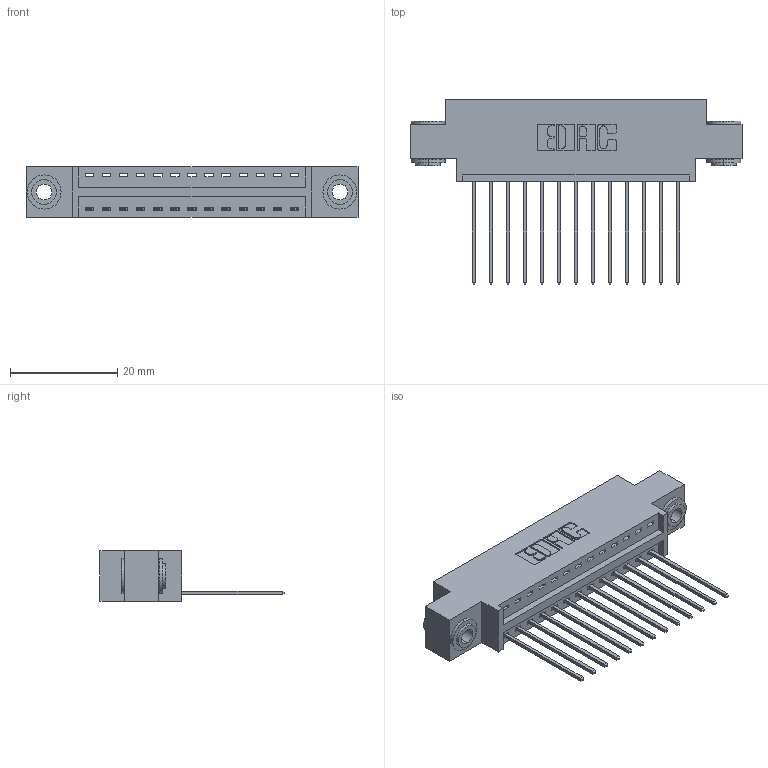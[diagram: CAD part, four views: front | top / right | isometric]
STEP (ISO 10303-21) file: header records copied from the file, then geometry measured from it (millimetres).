
FILE_DESCRIPTION (( 'STEP AP203' ), '1' );
FILE_NAME ('346-013-541-603.STEP', '2018-08-20T00:00:33', ( '' ), ( '' ), 'SwSTEP 2.0', 'SolidWorks 2016', '' );
FILE_SCHEMA (( 'CONFIG_CONTROL_DESIGN' ));
Length unit declared in the file: inch
Products named in the file (4): 345-292-001_345-293-141; 345-250-002_345-250-002-102; 346-013-541-603; 346 Part_0.170 Offset - 0.156 Dia-TH
Assembly tree (16 placements, depth 2):
  346-013-541-603
    346 Part_0.170 Offset - 0.156 Dia-TH
    345-292-001_345-293-141  x13
    345-250-002_345-250-002-102  x2
Bounding box: 61.85 x 34.29 x 9.4 mm (x, y, z)
Volume: 5628.2 mm3; surface area: 7357.4 mm2
Topology: 16 solids, 16 shells, 918 faces, 2705 edges, 1782 vertices
Faces by surface type: plane 610, cylinder 300, cone 8
Entity records: 12772 total; most frequent: CARTESIAN_POINT 2178, ORIENTED_EDGE 2118, DIRECTION 1987, EDGE_CURVE 1059, LINE 851, VECTOR 851, VERTEX_POINT 702, AXIS2_PLACEMENT_3D 568
